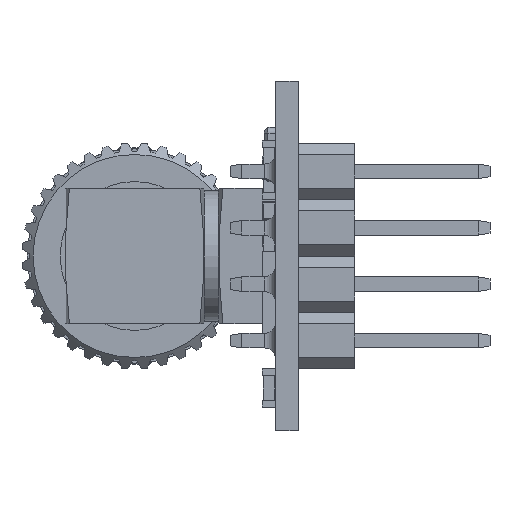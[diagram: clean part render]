
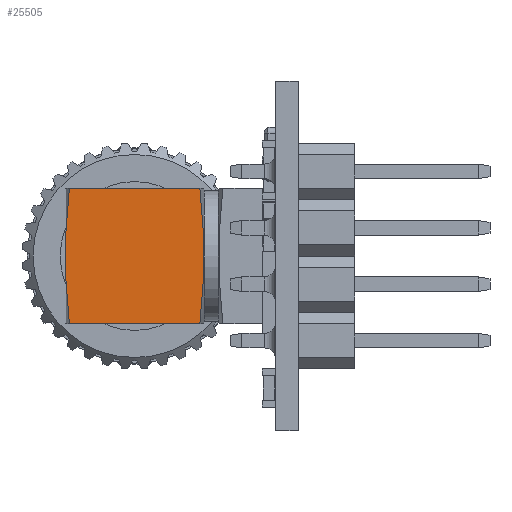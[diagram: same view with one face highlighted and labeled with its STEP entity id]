
A CAD part, left-side view. The second image highlights one B-rep face of the part: STEP entity #25505.
In plain terms, the highlighted planar face has unit normal (-1, 0, 0).
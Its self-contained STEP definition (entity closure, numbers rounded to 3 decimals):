
#1443=FACE_OUTER_BOUND('',#3013,.T.);
#3013=EDGE_LOOP('',(#17869,#17870,#17871,#17872));
#5471=LINE('',#39254,#8221);
#5474=LINE('',#39261,#8224);
#8221=VECTOR('',#30048,5.782);
#8224=VECTOR('',#30057,5.782);
#9738=CIRCLE('',#26976,25.071);
#9746=CIRCLE('',#26986,25.071);
#11179=VERTEX_POINT('',#39233);
#11180=VERTEX_POINT('',#39234);
#11185=VERTEX_POINT('',#39246);
#11187=VERTEX_POINT('',#39250);
#13756=EDGE_CURVE('',#11179,#11180,#9738,.T.);
#13764=EDGE_CURVE('',#11185,#11187,#9746,.F.);
#13765=EDGE_CURVE('',#11187,#11180,#5471,.T.);
#13769=EDGE_CURVE('',#11185,#11179,#5474,.T.);
#17869=ORIENTED_EDGE('',*,*,#13756,.F.);
#17870=ORIENTED_EDGE('',*,*,#13769,.F.);
#17871=ORIENTED_EDGE('',*,*,#13764,.T.);
#17872=ORIENTED_EDGE('',*,*,#13765,.T.);
#23213=PLANE('',#26991);
#25505=ADVANCED_FACE('',(#1443),#23213,.F.);
#26976=AXIS2_PLACEMENT_3D('',#39235,#30024,#30025);
#26986=AXIS2_PLACEMENT_3D('',#39252,#30044,#30045);
#26991=AXIS2_PLACEMENT_3D('',#39262,#30058,#30059);
#30024=DIRECTION('center_axis',(1.,0.,0.));
#30025=DIRECTION('ref_axis',(0.,0.,-1.));
#30044=DIRECTION('center_axis',(1.,0.,0.));
#30045=DIRECTION('ref_axis',(0.,0.,-1.));
#30048=DIRECTION('',(0.,-1.,0.));
#30057=DIRECTION('',(0.,-1.,0.));
#30058=DIRECTION('center_axis',(1.,0.,0.));
#30059=DIRECTION('ref_axis',(0.,0.,-1.));
#39233=CARTESIAN_POINT('',(33.5,4.359,3.));
#39234=CARTESIAN_POINT('',(33.5,4.359,-3.));
#39235=CARTESIAN_POINT('Origin',(33.5,29.25,0.));
#39246=CARTESIAN_POINT('',(33.5,10.141,3.));
#39250=CARTESIAN_POINT('',(33.5,10.141,-3.));
#39252=CARTESIAN_POINT('Origin',(33.5,-14.75,0.));
#39254=CARTESIAN_POINT('',(33.5,10.141,-3.));
#39261=CARTESIAN_POINT('',(33.5,10.141,3.));
#39262=CARTESIAN_POINT('Origin',(33.5,10.5,3.));
